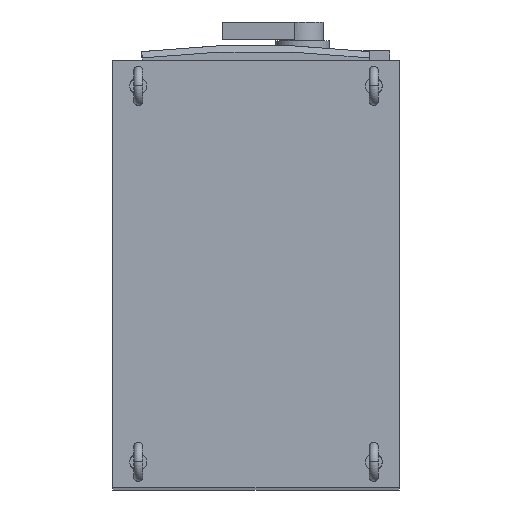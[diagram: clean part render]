
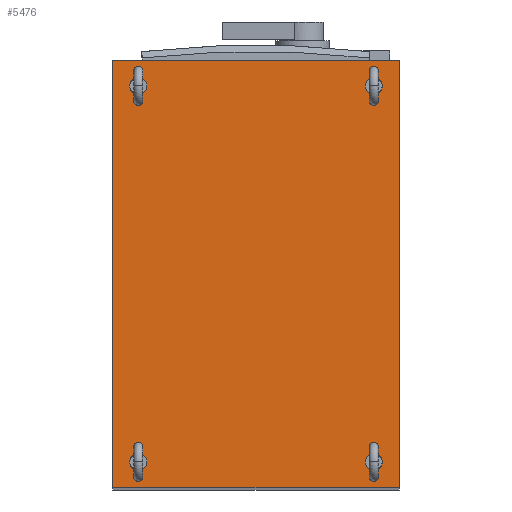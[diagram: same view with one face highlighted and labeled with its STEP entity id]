
A CAD part, top view. The second image highlights one B-rep face of the part: STEP entity #5476.
In plain terms, the highlighted planar face has unit normal (0, 0, 1).
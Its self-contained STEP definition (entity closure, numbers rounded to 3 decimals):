
#189=FACE_BOUND('',#920,.T.);
#190=FACE_BOUND('',#921,.T.);
#191=FACE_BOUND('',#922,.T.);
#192=FACE_BOUND('',#923,.T.);
#310=PLANE('',#5934);
#601=FACE_OUTER_BOUND('',#919,.T.);
#919=EDGE_LOOP('',(#5090,#5091,#5092,#5093));
#920=EDGE_LOOP('',(#5094));
#921=EDGE_LOOP('',(#5095));
#922=EDGE_LOOP('',(#5096));
#923=EDGE_LOOP('',(#5097));
#1426=LINE('',#9869,#1935);
#1429=LINE('',#9874,#1938);
#1431=LINE('',#9878,#1940);
#1433=LINE('',#9881,#1942);
#1935=VECTOR('',#7299,10.);
#1938=VECTOR('',#7304,10.);
#1940=VECTOR('',#7308,10.);
#1942=VECTOR('',#7312,10.);
#1980=CIRCLE('',#5572,12.);
#1984=CIRCLE('',#5578,12.);
#1988=CIRCLE('',#5584,12.);
#1995=CIRCLE('',#5595,12.);
#2231=VERTEX_POINT('',#7687);
#2233=VERTEX_POINT('',#7696);
#2235=VERTEX_POINT('',#7705);
#2243=VERTEX_POINT('',#7805);
#2710=VERTEX_POINT('',#9867);
#2711=VERTEX_POINT('',#9868);
#2712=VERTEX_POINT('',#9873);
#2713=VERTEX_POINT('',#9877);
#2783=EDGE_CURVE('',#2231,#2231,#1980,.T.);
#2788=EDGE_CURVE('',#2233,#2233,#1984,.T.);
#2793=EDGE_CURVE('',#2235,#2235,#1988,.T.);
#2807=EDGE_CURVE('',#2243,#2243,#1995,.T.);
#3506=EDGE_CURVE('',#2710,#2711,#1426,.T.);
#3509=EDGE_CURVE('',#2711,#2712,#1429,.T.);
#3511=EDGE_CURVE('',#2712,#2713,#1431,.T.);
#3513=EDGE_CURVE('',#2713,#2710,#1433,.T.);
#5090=ORIENTED_EDGE('',*,*,#3513,.T.);
#5091=ORIENTED_EDGE('',*,*,#3506,.T.);
#5092=ORIENTED_EDGE('',*,*,#3509,.T.);
#5093=ORIENTED_EDGE('',*,*,#3511,.T.);
#5094=ORIENTED_EDGE('',*,*,#2783,.T.);
#5095=ORIENTED_EDGE('',*,*,#2793,.T.);
#5096=ORIENTED_EDGE('',*,*,#2788,.T.);
#5097=ORIENTED_EDGE('',*,*,#2807,.T.);
#5476=ADVANCED_FACE('',(#601,#189,#190,#191,#192),#310,.T.);
#5572=AXIS2_PLACEMENT_3D('',#7689,#6094,#6095);
#5578=AXIS2_PLACEMENT_3D('',#7698,#6107,#6108);
#5584=AXIS2_PLACEMENT_3D('',#7707,#6120,#6121);
#5595=AXIS2_PLACEMENT_3D('',#7807,#6143,#6144);
#5934=AXIS2_PLACEMENT_3D('',#9882,#7313,#7314);
#6094=DIRECTION('center_axis',(0.,0.,-1.));
#6095=DIRECTION('ref_axis',(1.,0.,0.));
#6107=DIRECTION('center_axis',(0.,0.,-1.));
#6108=DIRECTION('ref_axis',(1.,0.,0.));
#6120=DIRECTION('center_axis',(0.,0.,-1.));
#6121=DIRECTION('ref_axis',(1.,0.,0.));
#6143=DIRECTION('center_axis',(0.,0.,-1.));
#6144=DIRECTION('ref_axis',(1.,0.,0.));
#7299=DIRECTION('',(-1.,0.,0.));
#7304=DIRECTION('',(0.,-1.,0.));
#7308=DIRECTION('',(1.,0.,0.));
#7312=DIRECTION('',(0.,1.,0.));
#7313=DIRECTION('center_axis',(0.,0.,1.));
#7314=DIRECTION('ref_axis',(1.,0.,0.));
#7687=CARTESIAN_POINT('',(-179.5,267.5,0.));
#7689=CARTESIAN_POINT('Origin',(-167.5,267.5,0.));
#7696=CARTESIAN_POINT('',(-179.5,-267.5,0.));
#7698=CARTESIAN_POINT('Origin',(-167.5,-267.5,0.));
#7705=CARTESIAN_POINT('',(155.5,267.5,0.));
#7707=CARTESIAN_POINT('Origin',(167.5,267.5,0.));
#7805=CARTESIAN_POINT('',(155.5,-267.5,0.));
#7807=CARTESIAN_POINT('Origin',(167.5,-267.5,0.));
#9867=CARTESIAN_POINT('',(204.,303.609,0.));
#9868=CARTESIAN_POINT('',(-204.,303.609,0.));
#9869=CARTESIAN_POINT('',(204.,303.609,0.));
#9873=CARTESIAN_POINT('',(-204.,-304.,0.));
#9874=CARTESIAN_POINT('',(-204.,303.609,0.));
#9877=CARTESIAN_POINT('',(204.,-304.,0.));
#9878=CARTESIAN_POINT('',(-204.,-304.,0.));
#9881=CARTESIAN_POINT('',(204.,-304.,0.));
#9882=CARTESIAN_POINT('Origin',(0.,-0.195,
0.));
